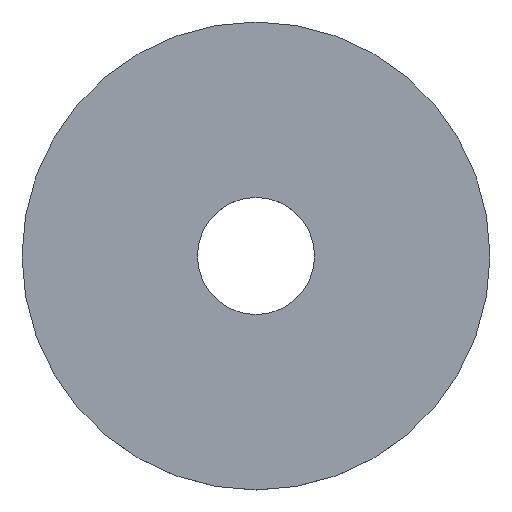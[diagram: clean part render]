
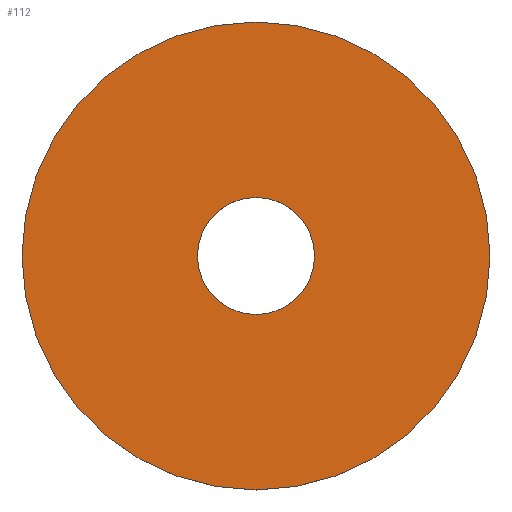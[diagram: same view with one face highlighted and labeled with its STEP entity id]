
A CAD part, top view. The second image highlights one B-rep face of the part: STEP entity #112.
In plain terms, the highlighted planar face has unit normal (0, 0, 1).
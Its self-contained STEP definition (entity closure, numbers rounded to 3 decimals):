
#3 = PLANE ( 'NONE',  #146 ) ;
#5 = EDGE_CURVE ( 'NONE', #136, #136, #161, .T. ) ;
#11 = DIRECTION ( 'NONE',  ( 0., 0., 1. ) ) ;
#19 = AXIS2_PLACEMENT_3D ( 'NONE', #87, #20, #39 ) ;
#20 = DIRECTION ( 'NONE',  ( 0., 0., -1. ) ) ;
#28 = EDGE_LOOP ( 'NONE', ( #148 ) ) ;
#31 = AXIS2_PLACEMENT_3D ( 'NONE', #73, #64, #53 ) ;
#39 = DIRECTION ( 'NONE',  ( 0., 1., 0. ) ) ;
#46 = CARTESIAN_POINT ( 'NONE',  ( 0., 20., 1.6 ) ) ;
#48 = CIRCLE ( 'NONE', #31, 20. ) ;
#50 = EDGE_LOOP ( 'NONE', ( #157 ) ) ;
#52 = FACE_OUTER_BOUND ( 'NONE', #50, .T. ) ;
#53 = DIRECTION ( 'NONE',  ( 0., 1., 0. ) ) ;
#61 = EDGE_CURVE ( 'NONE', #110, #110, #48, .T. ) ;
#64 = DIRECTION ( 'NONE',  ( 0., 0., -1. ) ) ;
#73 = CARTESIAN_POINT ( 'NONE',  ( 0., 0., 1.6 ) ) ;
#87 = CARTESIAN_POINT ( 'NONE',  ( 0., 0., 1.6 ) ) ;
#110 = VERTEX_POINT ( 'NONE', #46 ) ;
#112 = ADVANCED_FACE ( 'NONE', ( #134, #52 ), #3, .T. ) ;
#113 = CARTESIAN_POINT ( 'NONE',  ( 0., 5., 1.6 ) ) ;
#134 = FACE_BOUND ( 'NONE', #28, .T. ) ;
#136 = VERTEX_POINT ( 'NONE', #169 ) ;
#146 = AXIS2_PLACEMENT_3D ( 'NONE', #113, #11, #160 ) ;
#148 = ORIENTED_EDGE ( 'NONE', *, *, #5, .T. ) ;
#157 = ORIENTED_EDGE ( 'NONE', *, *, #61, .F. ) ;
#160 = DIRECTION ( 'NONE',  ( 0., -1., 0. ) ) ;
#161 = CIRCLE ( 'NONE', #19, 5. ) ;
#169 = CARTESIAN_POINT ( 'NONE',  ( 0., 5., 1.6 ) ) ;
